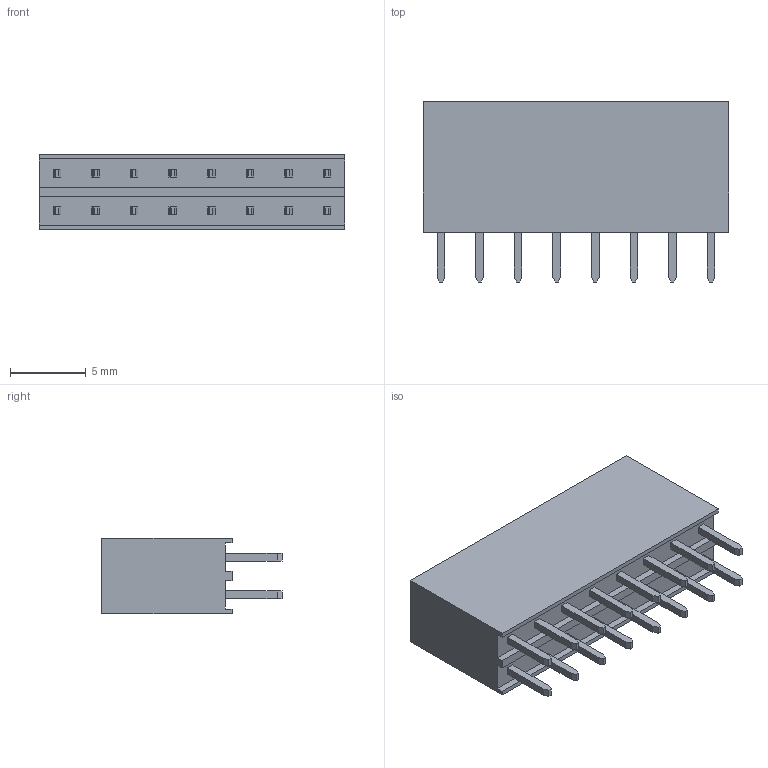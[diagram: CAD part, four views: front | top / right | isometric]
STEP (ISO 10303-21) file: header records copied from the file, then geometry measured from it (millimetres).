
FILE_DESCRIPTION (( 'STEP AP214' ), '1' );
FILE_NAME ('Header Female 1x8.STEP', '2023-09-17T05:24:17', ( '' ), ( '' ), 'SwSTEP 2.0', 'SolidWorks 2022', '' );
FILE_SCHEMA (( 'AUTOMOTIVE_DESIGN' ));
Length unit declared in the file: millimetre
Products named in the file (1): Header Female 1x8
Bounding box: 20.14 x 11.87 x 4.95 mm (x, y, z)
Volume: 601.5 mm3; surface area: 2120.3 mm2
Topology: 1 solids, 1 shells, 686 faces, 1844 edges, 1208 vertices
Faces by surface type: plane 590, cylinder 96
Entity records: 26462 total; most frequent: CARTESIAN_POINT 3739, ORIENTED_EDGE 3688, DIRECTION 3410, EDGE_CURVE 1844, VECTOR 1652, LINE 1652, VERTEX_POINT 1208, AXIS2_PLACEMENT_3D 879
